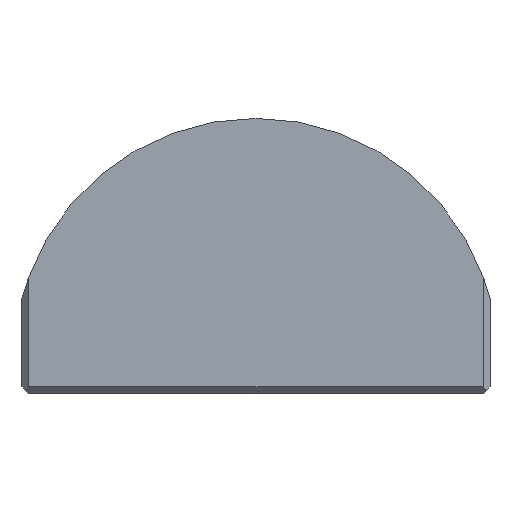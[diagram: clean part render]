
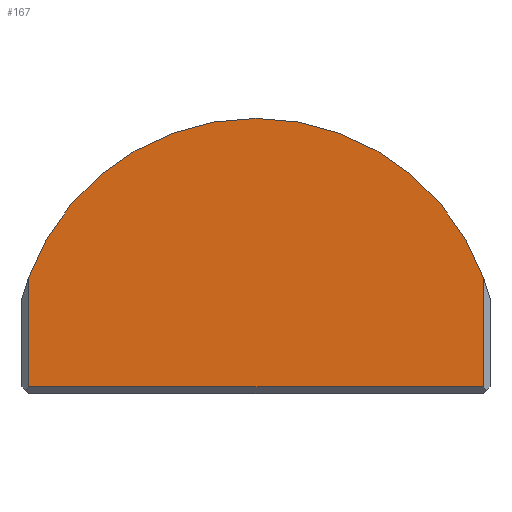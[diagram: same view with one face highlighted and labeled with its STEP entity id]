
A CAD part, left-side view. The second image highlights one B-rep face of the part: STEP entity #167.
In plain terms, the highlighted planar face has unit normal (-1, 0, 0).
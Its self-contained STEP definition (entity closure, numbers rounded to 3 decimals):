
#12 = EDGE_CURVE ( 'NONE', #173, #28, #370, .T. ) ;
#28 = VERTEX_POINT ( 'NONE', #277 ) ;
#39 = EDGE_LOOP ( 'NONE', ( #168, #109, #130, #235, #161 ) ) ;
#99 = CARTESIAN_POINT ( 'NONE',  ( -6., 4.859, -2.799 ) ) ;
#108 = EDGE_CURVE ( 'NONE', #120, #172, #362, .T. ) ;
#109 = ORIENTED_EDGE ( 'NONE', *, *, #12, .F. ) ;
#120 = VERTEX_POINT ( 'NONE', #309 ) ;
#130 = ORIENTED_EDGE ( 'NONE', *, *, #257, .F. ) ;
#143 = VERTEX_POINT ( 'NONE', #99 ) ;
#161 = ORIENTED_EDGE ( 'NONE', *, *, #184, .T. ) ;
#167 = ADVANCED_FACE ( 'NONE', ( #431 ), #481, .F. ) ;
#168 = ORIENTED_EDGE ( 'NONE', *, *, #192, .F. ) ;
#172 = VERTEX_POINT ( 'NONE', #512 ) ;
#173 = VERTEX_POINT ( 'NONE', #446 ) ;
#184 = EDGE_CURVE ( 'NONE', #120, #143, #442, .T. ) ;
#192 = EDGE_CURVE ( 'NONE', #28, #143, #478, .T. ) ;
#235 = ORIENTED_EDGE ( 'NONE', *, *, #108, .F. ) ;
#257 = EDGE_CURVE ( 'NONE', #172, #173, #666, .T. ) ;
#276 = DIRECTION ( 'NONE',  ( 0., 0., -1. ) ) ;
#277 = CARTESIAN_POINT ( 'NONE',  ( -6., -4.859, -2.799 ) ) ;
#278 = DIRECTION ( 'NONE',  ( 0., 0., -1. ) ) ;
#279 = VECTOR ( 'NONE', #278, 1000. ) ;
#280 = CARTESIAN_POINT ( 'NONE',  ( -6., -4.859, 2.94 ) ) ;
#309 = CARTESIAN_POINT ( 'NONE',  ( -6., 4.859, -0.463 ) ) ;
#315 = DIRECTION ( 'NONE',  ( 1., 0., 0. ) ) ;
#316 = CARTESIAN_POINT ( 'NONE',  ( -6., 0., -2.23 ) ) ;
#317 = AXIS2_PLACEMENT_3D ( 'NONE', #316, #315, #276 ) ;
#362 = CIRCLE ( 'NONE', #317, 5.17 ) ;
#370 = LINE ( 'NONE', #280, #279 ) ;
#431 = FACE_OUTER_BOUND ( 'NONE', #39, .T. ) ;
#439 = DIRECTION ( 'NONE',  ( 0., 0., -1. ) ) ;
#440 = VECTOR ( 'NONE', #439, 1000. ) ;
#441 = CARTESIAN_POINT ( 'NONE',  ( -6., 4.859, 2.94 ) ) ;
#442 = LINE ( 'NONE', #441, #440 ) ;
#446 = CARTESIAN_POINT ( 'NONE',  ( -6., -4.859, -0.463 ) ) ;
#458 = DIRECTION ( 'NONE',  ( 0., 0., -1. ) ) ;
#459 = DIRECTION ( 'NONE',  ( 1., 0., 0. ) ) ;
#475 = DIRECTION ( 'NONE',  ( 0., 1., 0. ) ) ;
#476 = VECTOR ( 'NONE', #475, 1000. ) ;
#477 = CARTESIAN_POINT ( 'NONE',  ( -6., -5., -2.799 ) ) ;
#478 = LINE ( 'NONE', #477, #476 ) ;
#479 = CARTESIAN_POINT ( 'NONE',  ( -6., 0., -2.23 ) ) ;
#480 = AXIS2_PLACEMENT_3D ( 'NONE', #479, #459, #458 ) ;
#481 = PLANE ( 'NONE',  #480 ) ;
#512 = CARTESIAN_POINT ( 'NONE',  ( -6., 0., 2.94 ) ) ;
#641 = DIRECTION ( 'NONE',  ( 0., 0., -1. ) ) ;
#642 = DIRECTION ( 'NONE',  ( 1., 0., 0. ) ) ;
#657 = CARTESIAN_POINT ( 'NONE',  ( -6., 0., -2.23 ) ) ;
#658 = AXIS2_PLACEMENT_3D ( 'NONE', #657, #642, #641 ) ;
#666 = CIRCLE ( 'NONE', #658, 5.17 ) ;
